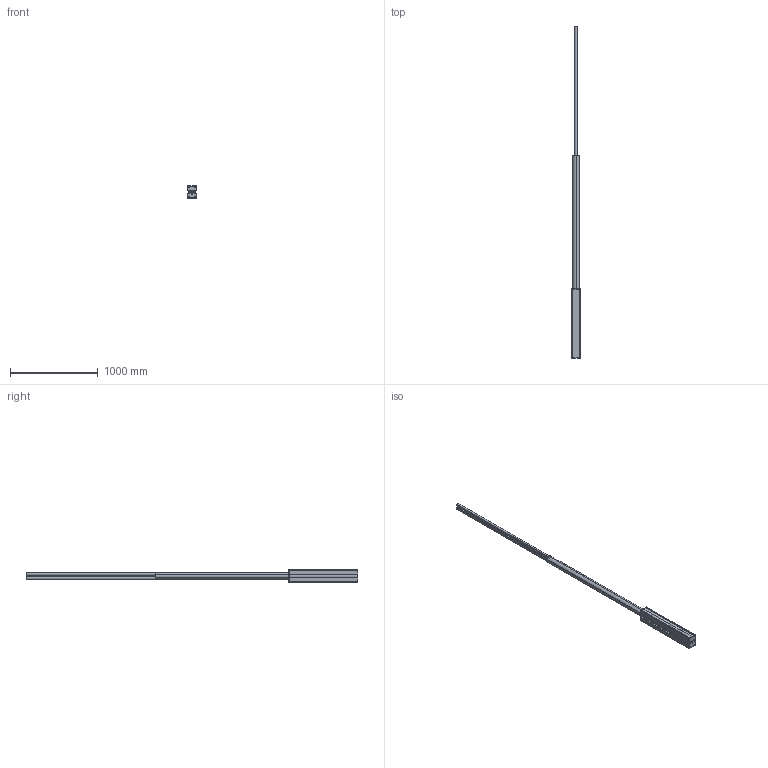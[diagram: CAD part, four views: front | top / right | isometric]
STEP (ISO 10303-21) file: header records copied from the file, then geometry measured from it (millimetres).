
FILE_DESCRIPTION (( 'STEP AP214' ), '1' );
FILE_NAME ('6289050.stp', '2016-06-29T11:56:03', ( '' ), ( '' ), 'SwSTEP 2.0', 'SolidWorks 2014', '' );
FILE_SCHEMA (( 'AUTOMOTIVE_DESIGN' ));
Length unit declared in the file: millimetre
Products named in the file (11): 030909_L=780; 026360_L=780; 032228_Standard; 032226_Standard; 032440_Standard; 032219_Standard; P_34509024_1_Standard; 030913_L=1520; 030912_L=780; 030911_Standard; 6289050
Assembly tree (15 placements, depth 3):
  6289050
    030911_Standard
    030912_L=780  x2
    030913_L=1520  x2
    P_34509024_1_Standard  x2
    032219_Standard
    032440_Standard
    032228_Standard  x2
      032226_Standard
    030909_L=780  x2
      026360_L=780
Bounding box: 101 x 3781 x 141 mm (x, y, z)
Volume: 3268199.7 mm3; surface area: 3698009.3 mm2
Topology: 13 solids, 13 shells, 453 faces, 1281 edges, 854 vertices
Faces by surface type: cylinder 235, plane 218
Entity records: 10275 total; most frequent: DIRECTION 1783, CARTESIAN_POINT 1722, ORIENTED_EDGE 1686, EDGE_CURVE 843, AXIS2_PLACEMENT_3D 623, VERTEX_POINT 562, LINE 537, VECTOR 537
